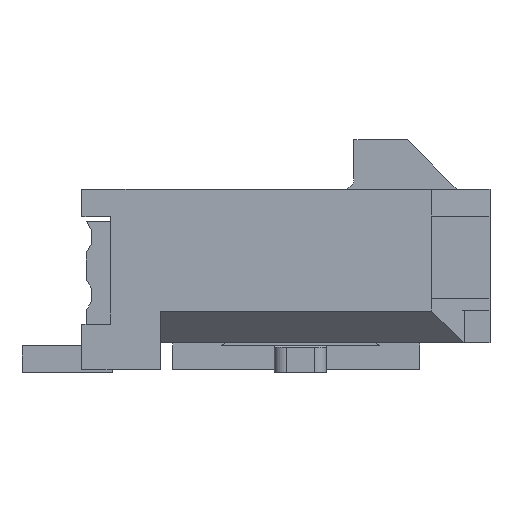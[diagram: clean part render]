
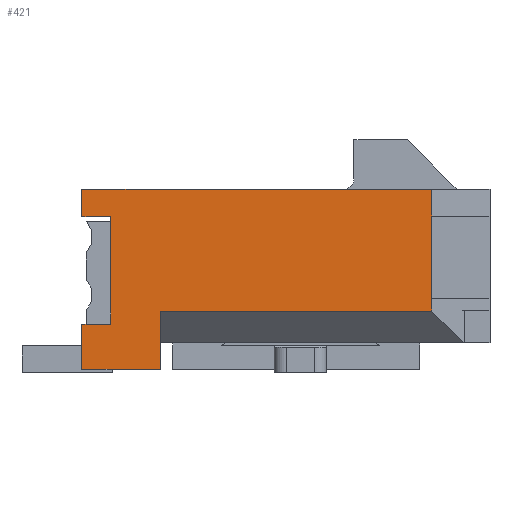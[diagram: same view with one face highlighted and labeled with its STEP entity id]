
A CAD part, left-side view. The second image highlights one B-rep face of the part: STEP entity #421.
In plain terms, the highlighted planar face has unit normal (-1, 0, 0).
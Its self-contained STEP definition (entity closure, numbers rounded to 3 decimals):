
#421 = ADVANCED_FACE( '', ( #898 ), #899, .T. );
#898 = FACE_OUTER_BOUND( '', #1450, .T. );
#899 = PLANE( '', #1451 );
#1450 = EDGE_LOOP( '', ( #2460, #2461, #2462, #2463, #2464, #2465, #2466, #2467, #2468, #2469, #2470, #2471 ) );
#1451 = AXIS2_PLACEMENT_3D( '', #2472, #2473, #2474 );
#2460 = ORIENTED_EDGE( '', *, *, #3871, .T. );
#2461 = ORIENTED_EDGE( '', *, *, #3812, .T. );
#2462 = ORIENTED_EDGE( '', *, *, #3872, .T. );
#2463 = ORIENTED_EDGE( '', *, *, #3503, .T. );
#2464 = ORIENTED_EDGE( '', *, *, #3873, .F. );
#2465 = ORIENTED_EDGE( '', *, *, #3734, .T. );
#2466 = ORIENTED_EDGE( '', *, *, #3861, .F. );
#2467 = ORIENTED_EDGE( '', *, *, #3874, .F. );
#2468 = ORIENTED_EDGE( '', *, *, #3875, .F. );
#2469 = ORIENTED_EDGE( '', *, *, #3850, .T. );
#2470 = ORIENTED_EDGE( '', *, *, #3876, .T. );
#2471 = ORIENTED_EDGE( '', *, *, #3627, .T. );
#2472 = CARTESIAN_POINT( '', ( -4.825, 0., 0. ) );
#2473 = DIRECTION( '', ( -1., 0., 0. ) );
#2474 = DIRECTION( '', ( 0., 0., 1. ) );
#3503 = EDGE_CURVE( '', #4206, #4204, #4207, .T. );
#3627 = EDGE_CURVE( '', #4414, #4419, #4421, .T. );
#3734 = EDGE_CURVE( '', #4602, #4600, #4603, .T. );
#3812 = EDGE_CURVE( '', #4717, #4722, #4724, .T. );
#3850 = EDGE_CURVE( '', #4783, #4781, #4784, .T. );
#3861 = EDGE_CURVE( '', #4796, #4600, #4798, .T. );
#3871 = EDGE_CURVE( '', #4419, #4717, #4812, .T. );
#3872 = EDGE_CURVE( '', #4722, #4206, #4813, .T. );
#3873 = EDGE_CURVE( '', #4602, #4204, #4814, .T. );
#3874 = EDGE_CURVE( '', #4345, #4796, #4815, .T. );
#3875 = EDGE_CURVE( '', #4783, #4345, #4816, .T. );
#3876 = EDGE_CURVE( '', #4781, #4414, #4817, .T. );
#4204 = VERTEX_POINT( '', #5229 );
#4206 = VERTEX_POINT( '', #5232 );
#4207 = LINE( '', #5233, #5234 );
#4345 = VERTEX_POINT( '', #5436 );
#4414 = VERTEX_POINT( '', #5536 );
#4419 = VERTEX_POINT( '', #5543 );
#4421 = LINE( '', #5546, #5547 );
#4600 = VERTEX_POINT( '', #5809 );
#4602 = VERTEX_POINT( '', #5812 );
#4603 = LINE( '', #5813, #5814 );
#4717 = VERTEX_POINT( '', #5982 );
#4722 = VERTEX_POINT( '', #5989 );
#4724 = LINE( '', #5992, #5993 );
#4781 = VERTEX_POINT( '', #6080 );
#4783 = VERTEX_POINT( '', #6083 );
#4784 = LINE( '', #6084, #6085 );
#4796 = VERTEX_POINT( '', #6105 );
#4798 = LINE( '', #6108, #6109 );
#4812 = LINE( '', #6129, #6130 );
#4813 = LINE( '', #6131, #6132 );
#4814 = LINE( '', #6133, #6134 );
#4815 = LINE( '', #6135, #6136 );
#4816 = LINE( '', #6137, #6138 );
#4817 = LINE( '', #6139, #6140 );
#5229 = CARTESIAN_POINT( '', ( -4.825, 3.05, -2.185 ) );
#5232 = CARTESIAN_POINT( '', ( -4.825, 4.95, -2.185 ) );
#5233 = CARTESIAN_POINT( '', ( -4.825, 4.95, -2.185 ) );
#5234 = VECTOR( '', #6650, 1000. );
#5436 = CARTESIAN_POINT( '', ( -4.825, -3.536, 1.535 ) );
#5536 = CARTESIAN_POINT( '', ( -4.825, 4.95, 1.515 ) );
#5543 = CARTESIAN_POINT( '', ( -4.825, 4.25, 1.515 ) );
#5546 = CARTESIAN_POINT( '', ( -4.825, 0., 1.515 ) );
#5547 = VECTOR( '', #6758, 1000. );
#5809 = CARTESIAN_POINT( '', ( -4.825, -3.536, -0.771 ) );
#5812 = CARTESIAN_POINT( '', ( -4.825, 3.05, -0.771 ) );
#5813 = CARTESIAN_POINT( '', ( -4.825, 3.05, -0.771 ) );
#5814 = VECTOR( '', #6855, 1000. );
#5982 = CARTESIAN_POINT( '', ( -4.825, 4.25, -1.085 ) );
#5989 = CARTESIAN_POINT( '', ( -4.825, 4.95, -1.085 ) );
#5992 = CARTESIAN_POINT( '', ( -4.825, 0., -1.085 ) );
#5993 = VECTOR( '', #6922, 1000. );
#6080 = CARTESIAN_POINT( '', ( -4.825, 4.95, 2.185 ) );
#6083 = CARTESIAN_POINT( '', ( -4.825, -3.536, 2.185 ) );
#6084 = CARTESIAN_POINT( '', ( -4.825, -4.95, 2.185 ) );
#6085 = VECTOR( '', #6954, 1000. );
#6105 = CARTESIAN_POINT( '', ( -4.825, -3.536, -0.465 ) );
#6108 = CARTESIAN_POINT( '', ( -4.825, -3.536, 0. ) );
#6109 = VECTOR( '', #6964, 1000. );
#6129 = CARTESIAN_POINT( '', ( -4.825, 4.25, 0. ) );
#6130 = VECTOR( '', #6971, 1000. );
#6131 = CARTESIAN_POINT( '', ( -4.825, 4.95, 2.185 ) );
#6132 = VECTOR( '', #6972, 1000. );
#6133 = CARTESIAN_POINT( '', ( -4.825, 3.05, -2.185 ) );
#6134 = VECTOR( '', #6973, 1000. );
#6135 = CARTESIAN_POINT( '', ( -4.825, -3.536, 1.535 ) );
#6136 = VECTOR( '', #6974, 1000. );
#6137 = CARTESIAN_POINT( '', ( -4.825, -3.536, 0. ) );
#6138 = VECTOR( '', #6975, 1000. );
#6139 = CARTESIAN_POINT( '', ( -4.825, 4.95, 2.185 ) );
#6140 = VECTOR( '', #6976, 1000. );
#6650 = DIRECTION( '', ( 0., -1., 0. ) );
#6758 = DIRECTION( '', ( 0., -1., 0. ) );
#6855 = DIRECTION( '', ( 0., -1., 0. ) );
#6922 = DIRECTION( '', ( 0., 1., 0. ) );
#6954 = DIRECTION( '', ( 0., 1., 0. ) );
#6964 = DIRECTION( '', ( 0., 0., -1. ) );
#6971 = DIRECTION( '', ( 0., 0., -1. ) );
#6972 = DIRECTION( '', ( 0., 0., -1. ) );
#6973 = DIRECTION( '', ( 0., 0., -1. ) );
#6974 = DIRECTION( '', ( 0., 0., -1. ) );
#6975 = DIRECTION( '', ( 0., 0., -1. ) );
#6976 = DIRECTION( '', ( 0., 0., -1. ) );
